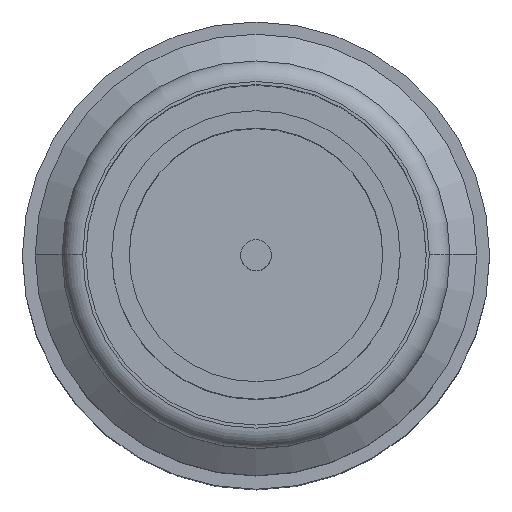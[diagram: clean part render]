
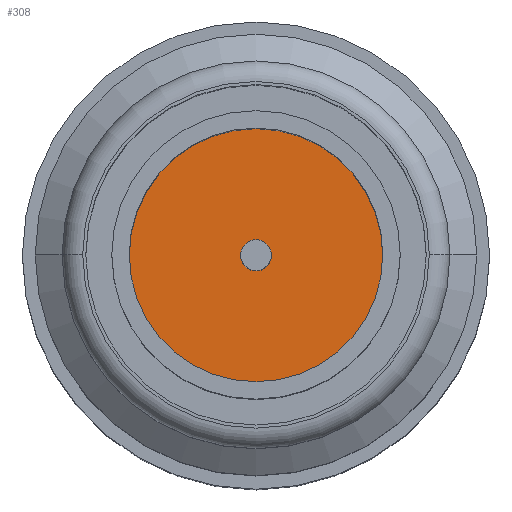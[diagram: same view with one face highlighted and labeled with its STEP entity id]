
A CAD part, top view. The second image highlights one B-rep face of the part: STEP entity #308.
In plain terms, the highlighted planar face has unit normal (0, 0, 1).
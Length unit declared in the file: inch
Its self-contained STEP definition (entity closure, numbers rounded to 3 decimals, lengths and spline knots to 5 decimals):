
#75 = EDGE_LOOP ( 'NONE', ( #808, #312 ) ) ;
#234 = EDGE_CURVE ( 'NONE', #307, #306, #1039, .T. ) ;
#293 = VERTEX_POINT ( 'NONE', #979 ) ;
#297 = VERTEX_POINT ( 'NONE', #891 ) ;
#298 = EDGE_CURVE ( 'NONE', #293, #297, #878, .T. ) ;
#306 = VERTEX_POINT ( 'NONE', #934 ) ;
#307 = VERTEX_POINT ( 'NONE', #933 ) ;
#308 = ADVANCED_FACE ( 'NONE', ( #932, #931 ), #929, .T. ) ;
#309 = ORIENTED_EDGE ( 'NONE', *, *, #711, .F. ) ;
#312 = ORIENTED_EDGE ( 'NONE', *, *, #298, .F. ) ;
#621 = EDGE_LOOP ( 'NONE', ( #309, #708 ) ) ;
#708 = ORIENTED_EDGE ( 'NONE', *, *, #234, .F. ) ;
#711 = EDGE_CURVE ( 'NONE', #306, #307, #1672, .T. ) ;
#771 = EDGE_CURVE ( 'NONE', #297, #293, #1708, .T. ) ;
#808 = ORIENTED_EDGE ( 'NONE', *, *, #771, .F. ) ;
#863 = DIRECTION ( 'NONE',  ( 1., 0., 0. ) ) ;
#864 = DIRECTION ( 'NONE',  ( 0., 0., 1. ) ) ;
#878 = CIRCLE ( 'NONE', #882, 0.015 ) ;
#882 = AXIS2_PLACEMENT_3D ( 'NONE', #883, #864, #863 ) ;
#883 = CARTESIAN_POINT ( 'NONE',  ( 0., 0., -0.361 ) ) ;
#891 = CARTESIAN_POINT ( 'NONE',  ( -0.015, 0., -0.361 ) ) ;
#904 = DIRECTION ( 'NONE',  ( 1., 0., 0. ) ) ;
#905 = DIRECTION ( 'NONE',  ( 0., 0., -1. ) ) ;
#920 = DIRECTION ( 'NONE',  ( 1., 0., 0. ) ) ;
#921 = DIRECTION ( 'NONE',  ( 0., 0., 1. ) ) ;
#922 = CARTESIAN_POINT ( 'NONE',  ( 0., 0., -0.361 ) ) ;
#929 = PLANE ( 'NONE',  #936 ) ;
#931 = FACE_BOUND ( 'NONE', #75, .T. ) ;
#932 = FACE_OUTER_BOUND ( 'NONE', #621, .T. ) ;
#933 = CARTESIAN_POINT ( 'NONE',  ( 0.12289, 0., -0.361 ) ) ;
#934 = CARTESIAN_POINT ( 'NONE',  ( -0.12289, 0., -0.361 ) ) ;
#936 = AXIS2_PLACEMENT_3D ( 'NONE', #922, #921, #920 ) ;
#946 = AXIS2_PLACEMENT_3D ( 'NONE', #1053, #905, #904 ) ;
#979 = CARTESIAN_POINT ( 'NONE',  ( 0.015, 0., -0.361 ) ) ;
#1039 = CIRCLE ( 'NONE', #946, 0.12289 ) ;
#1053 = CARTESIAN_POINT ( 'NONE',  ( 0., 0., -0.361 ) ) ;
#1638 = DIRECTION ( 'NONE',  ( 1., 0., 0. ) ) ;
#1669 = DIRECTION ( 'NONE',  ( 0., 0., -1. ) ) ;
#1670 = CARTESIAN_POINT ( 'NONE',  ( 0., 0., -0.361 ) ) ;
#1671 = AXIS2_PLACEMENT_3D ( 'NONE', #1670, #1669, #1638 ) ;
#1672 = CIRCLE ( 'NONE', #1671, 0.12289 ) ;
#1705 = DIRECTION ( 'NONE',  ( 0., 0., 1. ) ) ;
#1706 = CARTESIAN_POINT ( 'NONE',  ( 0., 0., -0.361 ) ) ;
#1707 = AXIS2_PLACEMENT_3D ( 'NONE', #1706, #1705, #1720 ) ;
#1708 = CIRCLE ( 'NONE', #1707, 0.015 ) ;
#1720 = DIRECTION ( 'NONE',  ( 1., 0., 0. ) ) ;
